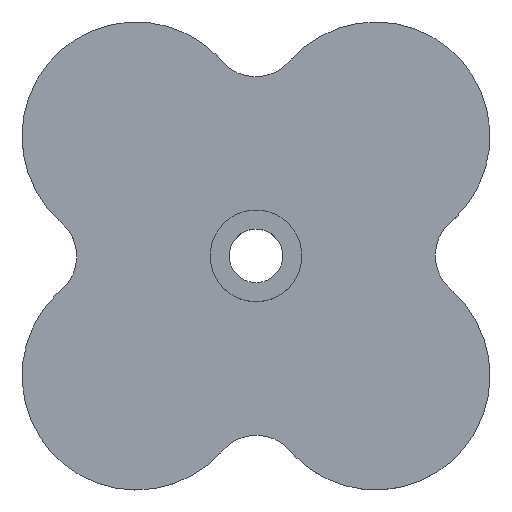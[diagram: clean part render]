
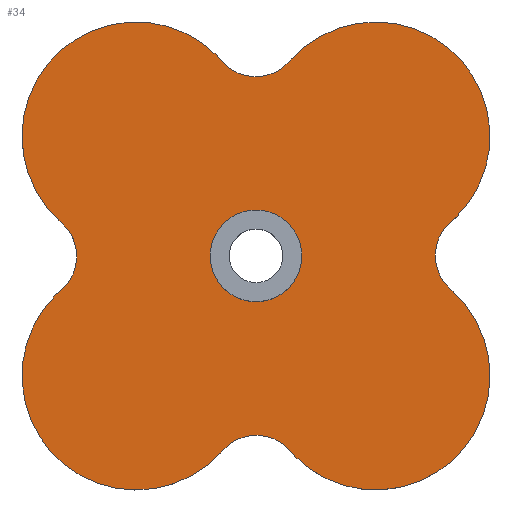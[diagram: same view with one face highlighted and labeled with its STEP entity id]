
A CAD part, top view. The second image highlights one B-rep face of the part: STEP entity #34.
In plain terms, the highlighted planar face has unit normal (0, 0, 1).
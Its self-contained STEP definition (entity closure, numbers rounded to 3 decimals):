
#15=FACE_BOUND('',#78,.T.);
#34=ADVANCED_FACE('',(#55,#15),#370,.T.);
#55=FACE_OUTER_BOUND('',#77,.T.);
#77=EDGE_LOOP('',(#164,#165,#166,#167,#168,#169,#170,#171,#172,#173,#174,
#175,#176,#177,#178,#179));
#78=EDGE_LOOP('',(#180));
#164=ORIENTED_EDGE('',*,*,#237,.F.);
#165=ORIENTED_EDGE('',*,*,#234,.F.);
#166=ORIENTED_EDGE('',*,*,#231,.F.);
#167=ORIENTED_EDGE('',*,*,#228,.F.);
#168=ORIENTED_EDGE('',*,*,#225,.F.);
#169=ORIENTED_EDGE('',*,*,#222,.F.);
#170=ORIENTED_EDGE('',*,*,#219,.F.);
#171=ORIENTED_EDGE('',*,*,#216,.F.);
#172=ORIENTED_EDGE('',*,*,#213,.F.);
#173=ORIENTED_EDGE('',*,*,#210,.F.);
#174=ORIENTED_EDGE('',*,*,#207,.F.);
#175=ORIENTED_EDGE('',*,*,#204,.F.);
#176=ORIENTED_EDGE('',*,*,#201,.F.);
#177=ORIENTED_EDGE('',*,*,#198,.F.);
#178=ORIENTED_EDGE('',*,*,#195,.F.);
#179=ORIENTED_EDGE('',*,*,#191,.F.);
#180=ORIENTED_EDGE('',*,*,#244,.F.);
#191=EDGE_CURVE('',#316,#317,#290,.T.);
#195=EDGE_CURVE('',#317,#320,#254,.T.);
#198=EDGE_CURVE('',#320,#322,#294,.T.);
#201=EDGE_CURVE('',#322,#324,#256,.T.);
#204=EDGE_CURVE('',#324,#326,#297,.T.);
#207=EDGE_CURVE('',#326,#328,#258,.T.);
#210=EDGE_CURVE('',#328,#330,#300,.T.);
#213=EDGE_CURVE('',#330,#332,#260,.T.);
#216=EDGE_CURVE('',#332,#334,#303,.T.);
#219=EDGE_CURVE('',#334,#336,#262,.T.);
#222=EDGE_CURVE('',#336,#338,#306,.T.);
#225=EDGE_CURVE('',#338,#340,#264,.T.);
#228=EDGE_CURVE('',#340,#342,#309,.T.);
#231=EDGE_CURVE('',#342,#344,#266,.T.);
#234=EDGE_CURVE('',#344,#346,#312,.T.);
#237=EDGE_CURVE('',#346,#316,#268,.T.);
#244=EDGE_CURVE('',#315,#315,#289,.T.);
#254=TRIMMED_CURVE($,#270,(#634),(#635),.T.,.CARTESIAN.);
#256=TRIMMED_CURVE($,#272,(#648),(#649),.T.,.CARTESIAN.);
#258=TRIMMED_CURVE($,#274,(#662),(#663),.T.,.CARTESIAN.);
#260=TRIMMED_CURVE($,#276,(#676),(#677),.T.,.CARTESIAN.);
#262=TRIMMED_CURVE($,#278,(#690),(#691),.T.,.CARTESIAN.);
#264=TRIMMED_CURVE($,#280,(#704),(#705),.T.,.CARTESIAN.);
#266=TRIMMED_CURVE($,#282,(#718),(#719),.T.,.CARTESIAN.);
#268=TRIMMED_CURVE($,#284,(#732),(#733),.T.,.CARTESIAN.);
#270=CIRCLE('',#481,12.);
#272=CIRCLE('',#483,4.819);
#274=CIRCLE('',#485,12.);
#276=CIRCLE('',#487,4.819);
#278=CIRCLE('',#489,12.);
#280=CIRCLE('',#491,4.819);
#282=CIRCLE('',#493,12.);
#284=CIRCLE('',#495,4.819);
#289=CIRCLE('',#500,4.819);
#290=B_SPLINE_CURVE_WITH_KNOTS('',1,(#625,#626),.UNSPECIFIED.,.F.,.F.,(2,
2),(0.,0.55),.UNSPECIFIED.);
#294=B_SPLINE_CURVE_WITH_KNOTS('',1,(#641,#642),.UNSPECIFIED.,.F.,.F.,(2,
2),(38.799,40.234),.UNSPECIFIED.);
#297=B_SPLINE_CURVE_WITH_KNOTS('',1,(#655,#656),.UNSPECIFIED.,.F.,.F.,(2,
2),(48.916,49.474),.UNSPECIFIED.);
#300=B_SPLINE_CURVE_WITH_KNOTS('',1,(#669,#670),.UNSPECIFIED.,.F.,.F.,(2,
2),(87.72,89.152),.UNSPECIFIED.);
#303=B_SPLINE_CURVE_WITH_KNOTS('',1,(#683,#684),.UNSPECIFIED.,.F.,.F.,(2,
2),(97.841,98.391),.UNSPECIFIED.);
#306=B_SPLINE_CURVE_WITH_KNOTS('',1,(#697,#698),.UNSPECIFIED.,.F.,.F.,(2,
2),(136.64,138.075),.UNSPECIFIED.);
#309=B_SPLINE_CURVE_WITH_KNOTS('',1,(#711,#712),.UNSPECIFIED.,.F.,.F.,(2,
2),(146.757,147.315),.UNSPECIFIED.);
#312=B_SPLINE_CURVE_WITH_KNOTS('',1,(#725,#726),.UNSPECIFIED.,.F.,.F.,(2,
2),(185.561,186.993),.UNSPECIFIED.);
#315=VERTEX_POINT('',#589);
#316=VERTEX_POINT('',#590);
#317=VERTEX_POINT('',#591);
#320=VERTEX_POINT('',#594);
#322=VERTEX_POINT('',#596);
#324=VERTEX_POINT('',#598);
#326=VERTEX_POINT('',#600);
#328=VERTEX_POINT('',#602);
#330=VERTEX_POINT('',#604);
#332=VERTEX_POINT('',#606);
#334=VERTEX_POINT('',#608);
#336=VERTEX_POINT('',#610);
#338=VERTEX_POINT('',#612);
#340=VERTEX_POINT('',#614);
#342=VERTEX_POINT('',#616);
#344=VERTEX_POINT('',#618);
#346=VERTEX_POINT('',#620);
#370=PLANE('',#477);
#477=AXIS2_PLACEMENT_3D('',#585,#521,$);
#481=AXIS2_PLACEMENT_3D($,#633,#525,#526);
#483=AXIS2_PLACEMENT_3D($,#647,#529,#530);
#485=AXIS2_PLACEMENT_3D($,#661,#533,#534);
#487=AXIS2_PLACEMENT_3D($,#675,#537,#538);
#489=AXIS2_PLACEMENT_3D($,#689,#541,#542);
#491=AXIS2_PLACEMENT_3D($,#703,#545,#546);
#493=AXIS2_PLACEMENT_3D($,#717,#549,#550);
#495=AXIS2_PLACEMENT_3D($,#731,#553,#554);
#500=AXIS2_PLACEMENT_3D($,#744,#563,#564);
#521=DIRECTION('',(0.,0.,1.));
#525=DIRECTION('',(0.,0.,-1.));
#526=DIRECTION('',(-0.737,0.676,0.));
#529=DIRECTION('',(0.,0.,1.));
#530=DIRECTION('',(-0.766,0.643,0.));
#533=DIRECTION('',(0.,0.,-1.));
#534=DIRECTION('',(0.676,0.737,0.));
#537=DIRECTION('',(0.,0.,1.));
#538=DIRECTION('',(0.643,0.766,0.));
#541=DIRECTION('',(0.,0.,-1.));
#542=DIRECTION('',(0.737,-0.676,0.));
#545=DIRECTION('',(0.,0.,1.));
#546=DIRECTION('',(0.766,-0.643,0.));
#549=DIRECTION('',(0.,0.,-1.));
#550=DIRECTION('',(-0.676,-0.737,0.));
#553=DIRECTION('',(0.,0.,1.));
#554=DIRECTION('',(-0.643,-0.766,0.));
#563=DIRECTION('',(0.,0.,1.));
#564=DIRECTION('',(-0.707,-0.707,0.));
#585=CARTESIAN_POINT('',(-30.821,15.321,32.352));
#589=CARTESIAN_POINT('',(9.192,9.192,32.352));
#590=CARTESIAN_POINT('',(15.995,32.898,32.352));
#591=CARTESIAN_POINT('',(16.357,33.312,32.352));
#594=CARTESIAN_POINT('',(33.662,16.691,32.352));
#596=CARTESIAN_POINT('',(32.585,15.741,32.352));
#598=CARTESIAN_POINT('',(32.896,9.207,32.352));
#600=CARTESIAN_POINT('',(33.315,8.84,32.352));
#602=CARTESIAN_POINT('',(16.69,-8.461,32.352));
#604=CARTESIAN_POINT('',(15.743,-7.387,32.352));
#606=CARTESIAN_POINT('',(9.205,-7.699,32.352));
#608=CARTESIAN_POINT('',(8.843,-8.112,32.352));
#610=CARTESIAN_POINT('',(-8.462,8.509,32.352));
#612=CARTESIAN_POINT('',(-7.385,9.458,32.352));
#614=CARTESIAN_POINT('',(-7.696,15.992,32.352));
#616=CARTESIAN_POINT('',(-8.115,16.36,32.352));
#618=CARTESIAN_POINT('',(8.51,33.66,32.352));
#620=CARTESIAN_POINT('',(9.457,32.586,32.352));
#625=CARTESIAN_POINT('',(15.995,32.898,32.352));
#626=CARTESIAN_POINT('',(16.357,33.312,32.352));
#633=CARTESIAN_POINT('',(25.2,25.2,32.352));
#634=CARTESIAN_POINT('',(16.357,33.312,32.352));
#635=CARTESIAN_POINT('',(33.662,16.691,32.352));
#641=CARTESIAN_POINT('',(33.662,16.691,32.352));
#642=CARTESIAN_POINT('',(32.585,15.741,32.352));
#647=CARTESIAN_POINT('',(36.276,12.642,32.352));
#648=CARTESIAN_POINT('',(32.585,15.741,32.352));
#649=CARTESIAN_POINT('',(32.896,9.207,32.352));
#655=CARTESIAN_POINT('',(32.896,9.207,32.352));
#656=CARTESIAN_POINT('',(33.315,8.84,32.352));
#661=CARTESIAN_POINT('',(25.2,0.,32.352));
#662=CARTESIAN_POINT('',(33.315,8.84,32.352));
#663=CARTESIAN_POINT('',(16.69,-8.461,32.352));
#669=CARTESIAN_POINT('',(16.69,-8.461,32.352));
#670=CARTESIAN_POINT('',(15.743,-7.387,32.352));
#675=CARTESIAN_POINT('',(12.643,-11.076,32.352));
#676=CARTESIAN_POINT('',(15.743,-7.387,32.352));
#677=CARTESIAN_POINT('',(9.205,-7.699,32.352));
#683=CARTESIAN_POINT('',(9.205,-7.699,32.352));
#684=CARTESIAN_POINT('',(8.843,-8.112,32.352));
#689=CARTESIAN_POINT('',(0.,0.,32.352));
#690=CARTESIAN_POINT('',(8.843,-8.112,32.352));
#691=CARTESIAN_POINT('',(-8.462,8.509,32.352));
#697=CARTESIAN_POINT('',(-8.462,8.509,32.352));
#698=CARTESIAN_POINT('',(-7.385,9.458,32.352));
#703=CARTESIAN_POINT('',(-11.076,12.557,32.352));
#704=CARTESIAN_POINT('',(-7.385,9.458,32.352));
#705=CARTESIAN_POINT('',(-7.696,15.992,32.352));
#711=CARTESIAN_POINT('',(-7.696,15.992,32.352));
#712=CARTESIAN_POINT('',(-8.115,16.36,32.352));
#717=CARTESIAN_POINT('',(0.,25.2,32.352));
#718=CARTESIAN_POINT('',(-8.115,16.36,32.352));
#719=CARTESIAN_POINT('',(8.51,33.66,32.352));
#725=CARTESIAN_POINT('',(8.51,33.66,32.352));
#726=CARTESIAN_POINT('',(9.457,32.586,32.352));
#731=CARTESIAN_POINT('',(12.557,36.275,32.352));
#732=CARTESIAN_POINT('',(9.457,32.586,32.352));
#733=CARTESIAN_POINT('',(15.995,32.898,32.352));
#744=CARTESIAN_POINT('',(12.6,12.6,32.352));
